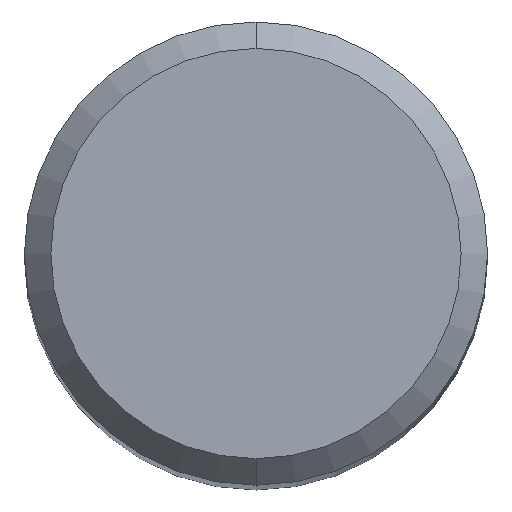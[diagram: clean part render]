
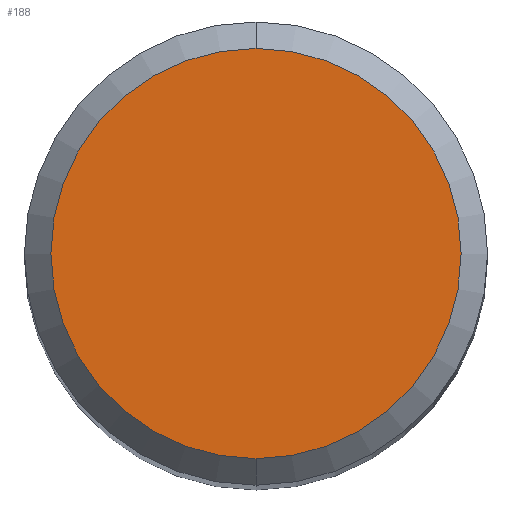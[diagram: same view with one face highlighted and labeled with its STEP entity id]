
A CAD part, top view. The second image highlights one B-rep face of the part: STEP entity #188.
In plain terms, the highlighted planar face has unit normal (0, 0, 1).
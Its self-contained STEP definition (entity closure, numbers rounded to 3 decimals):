
#188=ADVANCED_FACE('',(#403),#404,.T.);
#212=VERTEX_POINT('',#430);
#244=EDGE_CURVE('',#212,#300,#465,.T.);
#284=EDGE_CURVE('',#300,#212,#511,.T.);
#300=VERTEX_POINT('',#529);
#403=FACE_OUTER_BOUND('',#646,.T.);
#404=PLANE('',#647);
#430=CARTESIAN_POINT('',(0.0,3.1,41.15));
#465=CIRCLE('',#730,3.1);
#511=CIRCLE('',#786,3.1);
#529=CARTESIAN_POINT('',(0.,-3.1,41.15));
#646=EDGE_LOOP('',(#923,#924));
#647=AXIS2_PLACEMENT_3D('',#925,#926,#927);
#730=AXIS2_PLACEMENT_3D('',#996,#997,#998);
#786=AXIS2_PLACEMENT_3D('',#1060,#1061,#1062);
#923=ORIENTED_EDGE('',*,*,#244,.F.);
#924=ORIENTED_EDGE('',*,*,#284,.F.);
#925=CARTESIAN_POINT('',(0.0,1.55,41.15));
#926=DIRECTION('',(-0.0,0.0,1.0));
#927=DIRECTION('',(0.0,-1.0,0.0));
#996=CARTESIAN_POINT('',(0.0,0.0,41.15));
#997=DIRECTION('',(0.0,0.0,-1.0));
#998=DIRECTION('',(0.0,1.0,0.0));
#1060=CARTESIAN_POINT('',(0.0,0.0,41.15));
#1061=DIRECTION('',(0.0,0.0,-1.0));
#1062=DIRECTION('',(0.0,1.0,0.0));
